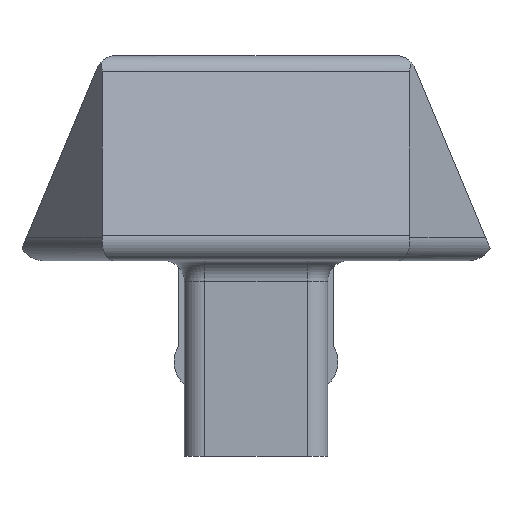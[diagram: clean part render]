
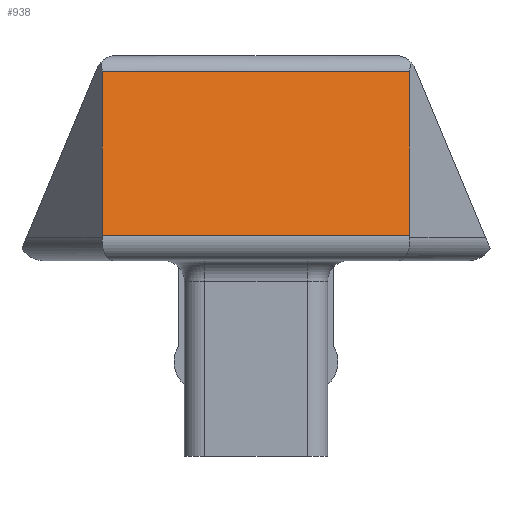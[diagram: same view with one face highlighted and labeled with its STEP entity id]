
A CAD part, front view. The second image highlights one B-rep face of the part: STEP entity #938.
In plain terms, the highlighted planar face has unit normal (0, -0.974, 0.227).
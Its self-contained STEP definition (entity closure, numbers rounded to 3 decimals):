
#66=PLANE('',#1058);
#114=FACE_OUTER_BOUND('',#170,.T.);
#170=EDGE_LOOP('',(#804,#805,#806,#807));
#240=LINE('',#1593,#316);
#251=LINE('',#1633,#327);
#253=LINE('',#1639,#329);
#254=LINE('',#1640,#330);
#316=VECTOR('',#1292,10.);
#327=VECTOR('',#1335,10.);
#329=VECTOR('',#1341,10.);
#330=VECTOR('',#1342,10.);
#437=VERTEX_POINT('',#1590);
#438=VERTEX_POINT('',#1592);
#451=VERTEX_POINT('',#1632);
#453=VERTEX_POINT('',#1638);
#558=EDGE_CURVE('',#437,#438,#240,.T.);
#578=EDGE_CURVE('',#451,#438,#251,.T.);
#581=EDGE_CURVE('',#453,#437,#253,.T.);
#582=EDGE_CURVE('',#451,#453,#254,.T.);
#804=ORIENTED_EDGE('',*,*,#558,.F.);
#805=ORIENTED_EDGE('',*,*,#581,.F.);
#806=ORIENTED_EDGE('',*,*,#582,.F.);
#807=ORIENTED_EDGE('',*,*,#578,.T.);
#938=ADVANCED_FACE('',(#114),#66,.F.);
#1058=AXIS2_PLACEMENT_3D('',#1637,#1339,#1340);
#1292=DIRECTION('',(1.,0.,0.));
#1335=DIRECTION('',(0.,0.227,0.974));
#1339=DIRECTION('center_axis',(0.,0.974,-0.227));
#1340=DIRECTION('ref_axis',(0.,0.227,0.974));
#1341=DIRECTION('',(0.,0.227,0.974));
#1342=DIRECTION('',(-1.,0.,0.));
#1590=CARTESIAN_POINT('',(-4.5,-2.708,5.536));
#1592=CARTESIAN_POINT('',(4.5,-2.708,5.536));
#1593=CARTESIAN_POINT('',(0.,-2.708,5.536));
#1632=CARTESIAN_POINT('',(4.5,-3.828,0.736));
#1633=CARTESIAN_POINT('',(4.5,-3.565,1.865));
#1637=CARTESIAN_POINT('Origin',(0.,-4.,0.));
#1638=CARTESIAN_POINT('',(-4.5,-3.828,0.736));
#1639=CARTESIAN_POINT('',(-4.5,-3.565,1.865));
#1640=CARTESIAN_POINT('',(0.,-3.828,0.736));
